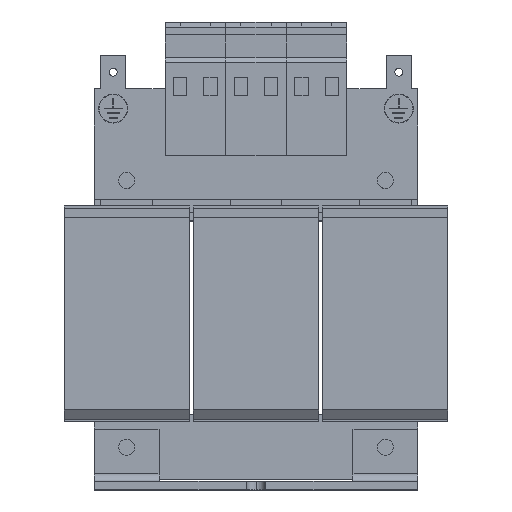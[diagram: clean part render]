
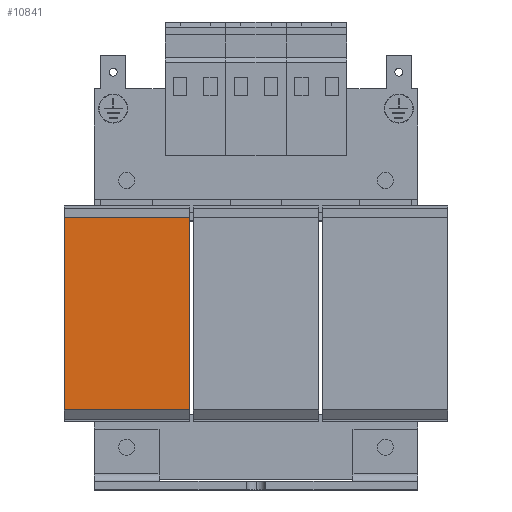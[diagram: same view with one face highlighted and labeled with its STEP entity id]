
A CAD part, top view. The second image highlights one B-rep face of the part: STEP entity #10841.
In plain terms, the highlighted planar face has unit normal (0, 0, 1).
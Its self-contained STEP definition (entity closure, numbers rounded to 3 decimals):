
#218 = VECTOR ( 'NONE', #13733, 1000. ) ;
#337 = EDGE_CURVE ( 'Defeature ausgef�hrt1_240+Defeature ausgef�hrt1_241+Defeature ausgef�hrt1_246+Defeature ausgef�hrt1_219', #9955, #12443, #4712, .T. ) ;
#1070 = PLANE ( 'NONE',  #6258 ) ;
#1680 = VECTOR ( 'NONE', #8168, 1000. ) ;
#1902 = ORIENTED_EDGE ( 'NONE', *, *, #11399, .T. ) ;
#1986 = VERTEX_POINT ( 'NONE', #12597 ) ;
#3454 = LINE ( 'NONE', #8656, #12298 ) ;
#3465 = DIRECTION ( 'NONE',  ( 0., 0., -1. ) ) ;
#4346 = CARTESIAN_POINT ( 'NONE',  ( -16.5, 23.8, 22.85 ) ) ;
#4712 = LINE ( 'NONE', #13895, #1680 ) ;
#4842 = CARTESIAN_POINT ( 'NONE',  ( -47.5, -23.8, 22.85 ) ) ;
#5010 = LINE ( 'NONE', #5652, #218 ) ;
#5652 = CARTESIAN_POINT ( 'NONE',  ( -16.5, 23.8, 22.85 ) ) ;
#5729 = DIRECTION ( 'NONE',  ( -1., 0., 0. ) ) ;
#6170 = FACE_OUTER_BOUND ( 'NONE', #13455, .T. ) ;
#6258 = AXIS2_PLACEMENT_3D ( 'NONE', #4346, #3465, #5729 ) ;
#7422 = DIRECTION ( 'NONE',  ( 0., -1., 0. ) ) ;
#8168 = DIRECTION ( 'NONE',  ( -1., 0., 0. ) ) ;
#8305 = CARTESIAN_POINT ( 'NONE',  ( -16.5, -23.8, 22.85 ) ) ;
#8355 = CARTESIAN_POINT ( 'NONE',  ( -16.5, 23.8, 22.85 ) ) ;
#8656 = CARTESIAN_POINT ( 'NONE',  ( -47.5, 23.8, 22.85 ) ) ;
#9893 = VERTEX_POINT ( 'NONE', #8355 ) ;
#9955 = VERTEX_POINT ( 'NONE', #8305 ) ;
#10841 = ADVANCED_FACE ( 'Defeature ausgef�hrt1_241', ( #6170 ), #1070, .F. ) ;
#10902 = ORIENTED_EDGE ( 'NONE', *, *, #13795, .F. ) ;
#10976 = CARTESIAN_POINT ( 'NONE',  ( -16.5, 23.8, 22.85 ) ) ;
#11050 = ORIENTED_EDGE ( 'NONE', *, *, #12768, .T. ) ;
#11302 = LINE ( 'NONE', #10976, #14756 ) ;
#11399 = EDGE_CURVE ( 'Defeature ausgef�hrt1_241+Defeature ausgef�hrt1_219+Defeature ausgef�hrt1_242+Defeature ausgef�hrt1_240', #1986, #12443, #3454, .T. ) ;
#12298 = VECTOR ( 'NONE', #7422, 1000. ) ;
#12443 = VERTEX_POINT ( 'NONE', #4842 ) ;
#12597 = CARTESIAN_POINT ( 'NONE',  ( -47.5, 23.8, 22.85 ) ) ;
#12768 = EDGE_CURVE ( 'Defeature ausgef�hrt1_241+Defeature ausgef�hrt1_242+Defeature ausgef�hrt1_246+Defeature ausgef�hrt1_219', #9893, #1986, #5010, .T. ) ;
#13455 = EDGE_LOOP ( 'NONE', ( #1902, #14393, #10902, #11050 ) ) ;
#13733 = DIRECTION ( 'NONE',  ( -1., 0., 0. ) ) ;
#13795 = EDGE_CURVE ( 'Defeature ausgef�hrt1_246+Defeature ausgef�hrt1_241+Defeature ausgef�hrt1_242+Defeature ausgef�hrt1_240', #9893, #9955, #11302, .T. ) ;
#13895 = CARTESIAN_POINT ( 'NONE',  ( -16.5, -23.8, 22.85 ) ) ;
#14393 = ORIENTED_EDGE ( 'NONE', *, *, #337, .F. ) ;
#14728 = DIRECTION ( 'NONE',  ( 0., -1., 0. ) ) ;
#14756 = VECTOR ( 'NONE', #14728, 1000. ) ;
